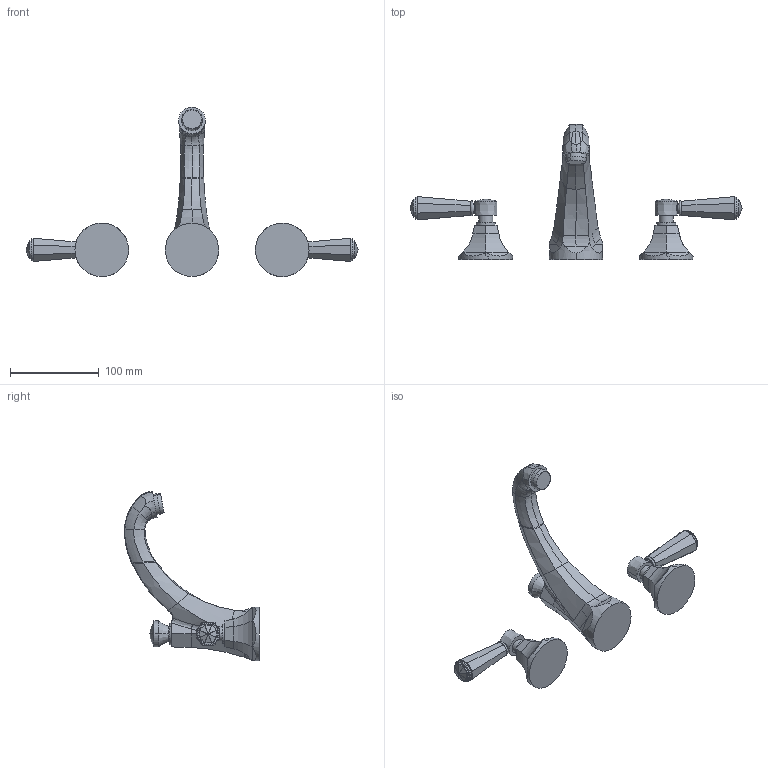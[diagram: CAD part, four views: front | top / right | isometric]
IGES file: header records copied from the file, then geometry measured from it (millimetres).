
Start section:  PTC IGES file: 1230c.igs
Global section: file name: 1230c.igs; native system: Creo Parametric by PTC Inc.; preprocessor: 2018400; author: jinson.thomas; organization: Unknown; date: 20201126.140152; units: inch
Bounding box: 373.79 x 151.84 x 190.68 mm (x, y, z)
Volume: 470823.7 mm3; surface area: 70285.5 mm2
Topology: 3 solids, 5 shells, 395 faces, 938 edges, 542 vertices
Faces by surface type: bspline 219, revolution 176
